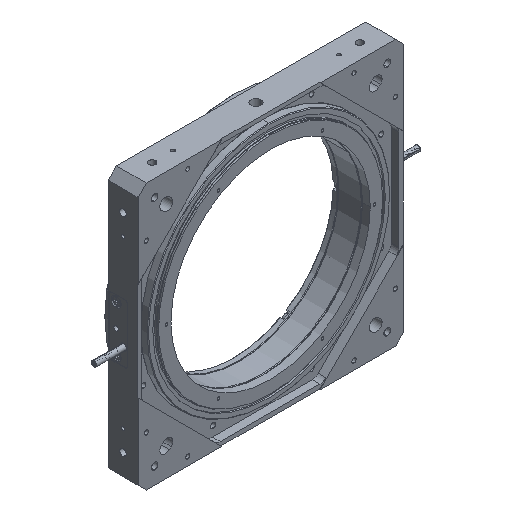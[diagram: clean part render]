
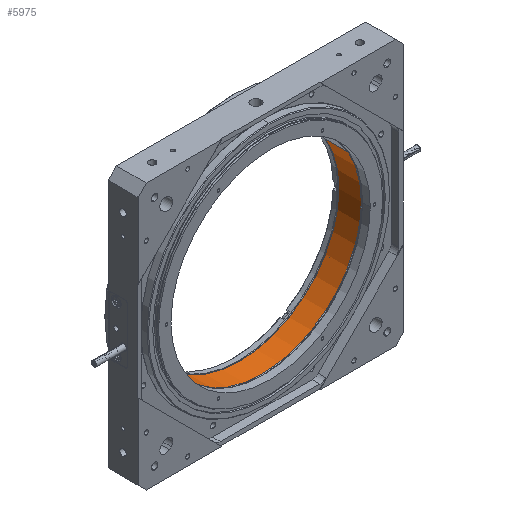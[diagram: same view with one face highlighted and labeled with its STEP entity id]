
A CAD part, isometric view. The second image highlights one B-rep face of the part: STEP entity #5975.
In plain terms, the highlighted cylindrical face has radius 60 mm (diameter 120 mm), a partial arc.
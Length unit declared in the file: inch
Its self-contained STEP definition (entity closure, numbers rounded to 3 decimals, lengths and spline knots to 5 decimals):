
#1503 = EDGE_CURVE ( 'NONE', #9841, #36215, #48940, .T. ) ;
#5975 = ADVANCED_FACE ( 'NONE', ( #65902 ), #9306, .F. ) ;
#9306 = CYLINDRICAL_SURFACE ( 'NONE', #18722, 2.3622 ) ;
#9841 = VERTEX_POINT ( 'NONE', #40059 ) ;
#10448 = AXIS2_PLACEMENT_3D ( 'NONE', #64226, #22726, #54151 ) ;
#11968 = VERTEX_POINT ( 'NONE', #60756 ) ;
#14229 = CARTESIAN_POINT ( 'NONE',  ( 0., 0.54134, -2.3622 ) ) ;
#15007 = CARTESIAN_POINT ( 'NONE',  ( 0., 1.30822, 0. ) ) ;
#18722 = AXIS2_PLACEMENT_3D ( 'NONE', #15007, #55171, #60892 ) ;
#19562 = CARTESIAN_POINT ( 'NONE',  ( 0., 1.30822, 2.3622 ) ) ;
#20094 = AXIS2_PLACEMENT_3D ( 'NONE', #65254, #46401, #21626 ) ;
#21626 = DIRECTION ( 'NONE',  ( 0., 0., -1. ) ) ;
#21707 = VECTOR ( 'NONE', #44333, 39.37008 ) ;
#22726 = DIRECTION ( 'NONE',  ( 0., 1., 0. ) ) ;
#23284 = ORIENTED_EDGE ( 'NONE', *, *, #33619, .F. ) ;
#25479 = VECTOR ( 'NONE', #55370, 39.37008 ) ;
#33619 = EDGE_CURVE ( 'NONE', #9841, #43623, #33969, .T. ) ;
#33969 = LINE ( 'NONE', #55025, #21707 ) ;
#34961 = LINE ( 'NONE', #19562, #25479 ) ;
#35059 = CARTESIAN_POINT ( 'NONE',  ( 0., 0.01181, 2.3622 ) ) ;
#36215 = VERTEX_POINT ( 'NONE', #35059 ) ;
#40059 = CARTESIAN_POINT ( 'NONE',  ( 0., 0.01181, -2.3622 ) ) ;
#43623 = VERTEX_POINT ( 'NONE', #14229 ) ;
#43629 = ORIENTED_EDGE ( 'NONE', *, *, #1503, .T. ) ;
#44333 = DIRECTION ( 'NONE',  ( 0., 1., 0. ) ) ;
#46401 = DIRECTION ( 'NONE',  ( 0., -1., 0. ) ) ;
#47116 = ORIENTED_EDGE ( 'NONE', *, *, #58400, .T. ) ;
#47878 = CIRCLE ( 'NONE', #10448, 2.3622 ) ;
#48940 = CIRCLE ( 'NONE', #20094, 2.3622 ) ;
#51455 = EDGE_LOOP ( 'NONE', ( #23284, #43629, #63241, #47116 ) ) ;
#54151 = DIRECTION ( 'NONE',  ( 0., 0., 1. ) ) ;
#55025 = CARTESIAN_POINT ( 'NONE',  ( 0., 1.30822, -2.3622 ) ) ;
#55171 = DIRECTION ( 'NONE',  ( 0., 1., 0. ) ) ;
#55370 = DIRECTION ( 'NONE',  ( 0., 1., 0. ) ) ;
#58400 = EDGE_CURVE ( 'NONE', #11968, #43623, #47878, .T. ) ;
#60756 = CARTESIAN_POINT ( 'NONE',  ( 0., 0.54134, 2.3622 ) ) ;
#60892 = DIRECTION ( 'NONE',  ( 0., 0., 1. ) ) ;
#62576 = EDGE_CURVE ( 'NONE', #36215, #11968, #34961, .T. ) ;
#63241 = ORIENTED_EDGE ( 'NONE', *, *, #62576, .T. ) ;
#64226 = CARTESIAN_POINT ( 'NONE',  ( 0., 0.54134, 0. ) ) ;
#65254 = CARTESIAN_POINT ( 'NONE',  ( 0., 0.01181, 0. ) ) ;
#65902 = FACE_OUTER_BOUND ( 'NONE', #51455, .T. ) ;
